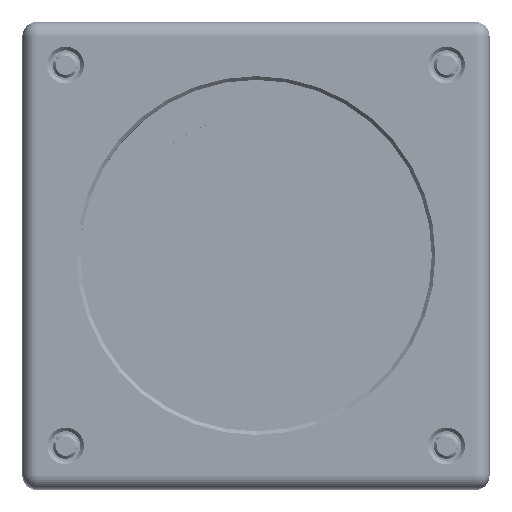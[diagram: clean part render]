
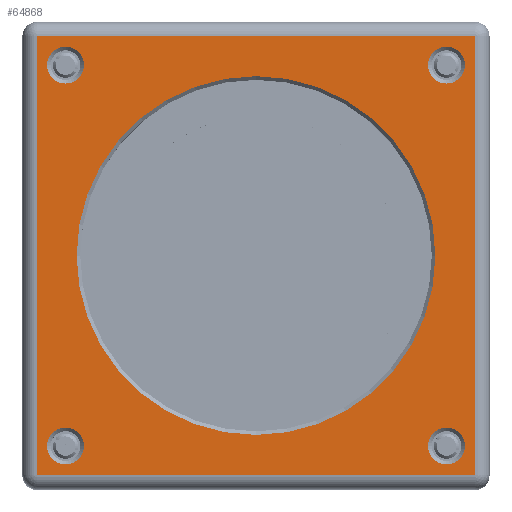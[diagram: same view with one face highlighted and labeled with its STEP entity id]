
A CAD part, top view. The second image highlights one B-rep face of the part: STEP entity #64868.
In plain terms, the highlighted planar face has unit normal (0, 0, 1).
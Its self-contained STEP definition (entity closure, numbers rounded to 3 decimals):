
#2339=FACE_BOUND('',#10073,.T.);
#2340=FACE_BOUND('',#10074,.T.);
#2341=FACE_BOUND('',#10075,.T.);
#2342=FACE_BOUND('',#10076,.T.);
#2343=FACE_BOUND('',#10077,.T.);
#3697=PLANE('',#69270);
#6044=FACE_OUTER_BOUND('',#10072,.T.);
#10072=EDGE_LOOP('',(#46361,#46362,#46363,#46364));
#10073=EDGE_LOOP('',(#46365));
#10074=EDGE_LOOP('',(#46366));
#10075=EDGE_LOOP('',(#46367));
#10076=EDGE_LOOP('',(#46368));
#10077=EDGE_LOOP('',(#46369));
#15502=LINE('',#106913,#20097);
#15503=LINE('',#106915,#20098);
#15504=LINE('',#106917,#20099);
#15505=LINE('',#106918,#20100);
#20097=VECTOR('',#79118,10.);
#20098=VECTOR('',#79119,10.);
#20099=VECTOR('',#79120,10.);
#20100=VECTOR('',#79121,10.);
#23684=CIRCLE('',#69267,2.567);
#23687=CIRCLE('',#69271,2.567);
#23688=CIRCLE('',#69272,2.567);
#23689=CIRCLE('',#69273,24.959);
#23690=CIRCLE('',#69274,2.567);
#28014=VERTEX_POINT('',#106903);
#28017=VERTEX_POINT('',#106911);
#28018=VERTEX_POINT('',#106912);
#28019=VERTEX_POINT('',#106914);
#28020=VERTEX_POINT('',#106916);
#28021=VERTEX_POINT('',#106919);
#28022=VERTEX_POINT('',#106921);
#28023=VERTEX_POINT('',#106923);
#28024=VERTEX_POINT('',#106925);
#34947=EDGE_CURVE('',#28014,#28014,#23684,.T.);
#34951=EDGE_CURVE('',#28017,#28018,#15502,.T.);
#34952=EDGE_CURVE('',#28019,#28017,#15503,.T.);
#34953=EDGE_CURVE('',#28020,#28019,#15504,.T.);
#34954=EDGE_CURVE('',#28018,#28020,#15505,.T.);
#34955=EDGE_CURVE('',#28021,#28021,#23687,.T.);
#34956=EDGE_CURVE('',#28022,#28022,#23688,.T.);
#34957=EDGE_CURVE('',#28023,#28023,#23689,.T.);
#34958=EDGE_CURVE('',#28024,#28024,#23690,.T.);
#46361=ORIENTED_EDGE('',*,*,#34951,.F.);
#46362=ORIENTED_EDGE('',*,*,#34952,.F.);
#46363=ORIENTED_EDGE('',*,*,#34953,.F.);
#46364=ORIENTED_EDGE('',*,*,#34954,.F.);
#46365=ORIENTED_EDGE('',*,*,#34955,.F.);
#46366=ORIENTED_EDGE('',*,*,#34956,.F.);
#46367=ORIENTED_EDGE('',*,*,#34957,.F.);
#46368=ORIENTED_EDGE('',*,*,#34958,.F.);
#46369=ORIENTED_EDGE('',*,*,#34947,.F.);
#64868=ADVANCED_FACE('',(#6044,#2339,#2340,#2341,#2342,#2343),#3697,.T.);
#69267=AXIS2_PLACEMENT_3D('',#106904,#79109,#79110);
#69270=AXIS2_PLACEMENT_3D('',#106910,#79116,#79117);
#69271=AXIS2_PLACEMENT_3D('',#106920,#79122,#79123);
#69272=AXIS2_PLACEMENT_3D('',#106922,#79124,#79125);
#69273=AXIS2_PLACEMENT_3D('',#106924,#79126,#79127);
#69274=AXIS2_PLACEMENT_3D('',#106926,#79128,#79129);
#79109=DIRECTION('center_axis',(0.,0.,
1.));
#79110=DIRECTION('ref_axis',(0.,1.,0.));
#79116=DIRECTION('center_axis',(0.,0.,
1.));
#79117=DIRECTION('ref_axis',(0.,-1.,0.));
#79118=DIRECTION('',(0.,1.,0.));
#79119=DIRECTION('',(-1.,0.,0.));
#79120=DIRECTION('',(0.,-1.,0.));
#79121=DIRECTION('',(1.,0.,0.));
#79122=DIRECTION('center_axis',(0.,0.,
1.));
#79123=DIRECTION('ref_axis',(0.,1.,0.));
#79124=DIRECTION('center_axis',(0.,0.,
1.));
#79125=DIRECTION('ref_axis',(0.,1.,0.));
#79126=DIRECTION('center_axis',(0.,0.,
1.));
#79127=DIRECTION('ref_axis',(0.,1.,0.));
#79128=DIRECTION('center_axis',(0.,0.,
1.));
#79129=DIRECTION('ref_axis',(0.,1.,0.));
#106903=CARTESIAN_POINT('',(-26.5,23.933,42.8));
#106904=CARTESIAN_POINT('Origin',(-26.5,26.5,42.8));
#106910=CARTESIAN_POINT('Origin',(0.001,0.001,
42.8));
#106911=CARTESIAN_POINT('',(-30.498,-30.5,42.8));
#106912=CARTESIAN_POINT('',(-30.5,30.5,42.8));
#106913=CARTESIAN_POINT('',(-30.498,-16.25,42.8));
#106914=CARTESIAN_POINT('',(30.502,-30.498,42.8));
#106915=CARTESIAN_POINT('',(16.252,-30.498,42.8));
#106916=CARTESIAN_POINT('',(30.5,30.502,42.8));
#106917=CARTESIAN_POINT('',(30.5,16.252,42.8));
#106918=CARTESIAN_POINT('',(-16.25,30.5,42.8));
#106919=CARTESIAN_POINT('',(-26.498,-29.067,42.8));
#106920=CARTESIAN_POINT('Origin',(-26.498,-26.5,42.8));
#106921=CARTESIAN_POINT('',(26.5,23.935,42.8));
#106922=CARTESIAN_POINT('Origin',(26.5,26.502,42.8));
#106923=CARTESIAN_POINT('',(0.002,-24.958,42.8));
#106924=CARTESIAN_POINT('Origin',(0.001,0.001,
42.8));
#106925=CARTESIAN_POINT('',(26.502,-29.065,42.8));
#106926=CARTESIAN_POINT('Origin',(26.502,-26.498,42.8));
